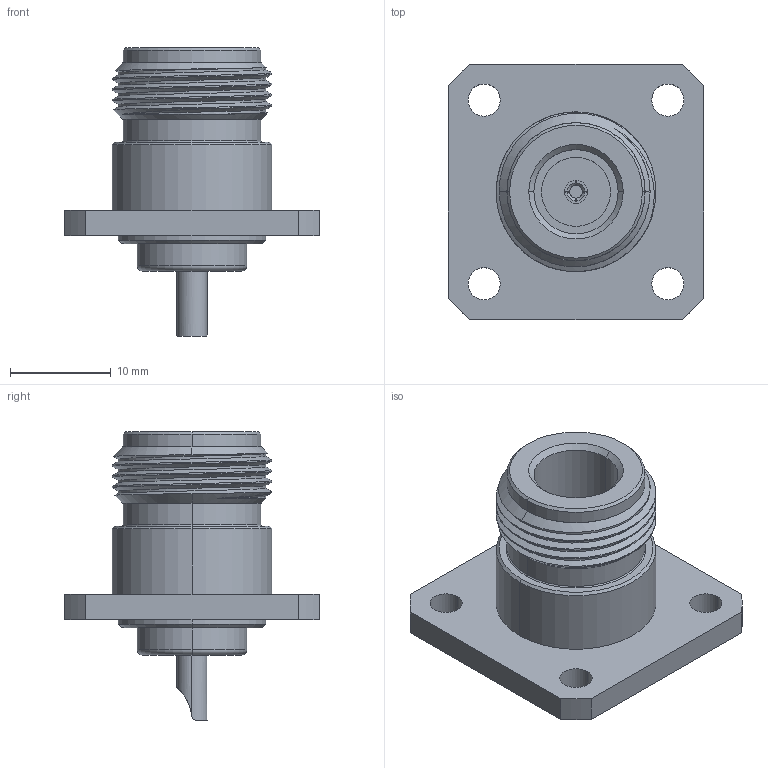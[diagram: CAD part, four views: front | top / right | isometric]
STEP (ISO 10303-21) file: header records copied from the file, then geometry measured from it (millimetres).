
FILE_DESCRIPTION (( 'STEP AP203' ), '1' );
FILE_NAME ('PE45085.step', '2018-07-03T18:56:27', ( '' ), ( '' ), 'SwSTEP 2.0', 'SolidWorks 2017', '' );
FILE_SCHEMA (( 'CONFIG_CONTROL_DESIGN' ));
Length unit declared in the file: inch
Products named in the file (1): PE45085
Bounding box: 25.4 x 25.4 x 28.7 mm (x, y, z)
Volume: 4249.2 mm3; surface area: 3019.7 mm2
Topology: 1 solids, 1 shells, 108 faces, 271 edges, 175 vertices
Faces by surface type: cylinder 55, plane 29, cone 17, torus 4, bspline 3
Entity records: 5348 total; most frequent: CARTESIAN_POINT 2774, ORIENTED_EDGE 542, DIRECTION 498, EDGE_CURVE 271, AXIS2_PLACEMENT_3D 203, VERTEX_POINT 175, EDGE_LOOP 126, FACE_OUTER_BOUND 108
